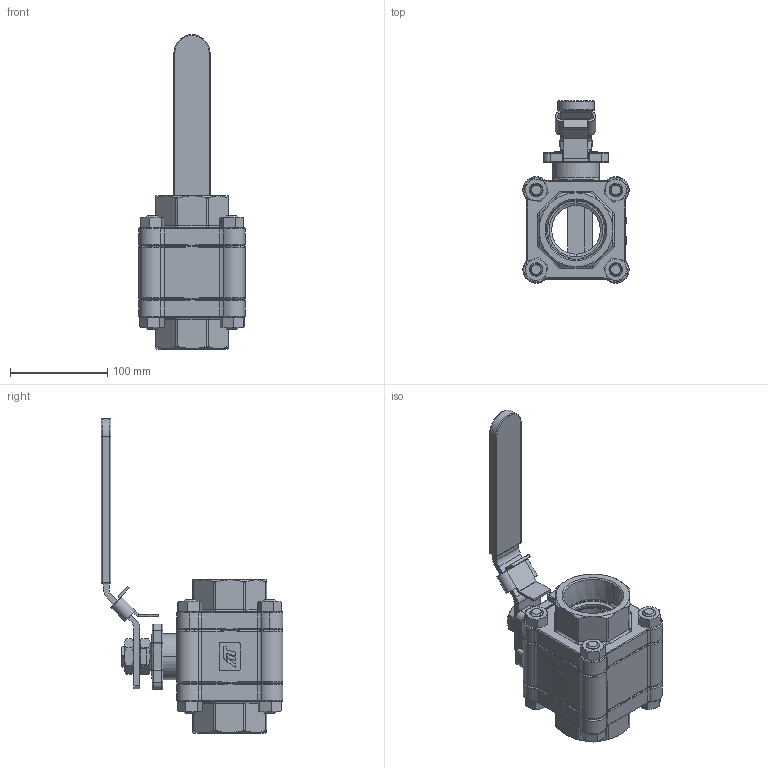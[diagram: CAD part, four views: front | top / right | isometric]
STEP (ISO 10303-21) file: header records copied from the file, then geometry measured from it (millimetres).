
FILE_DESCRIPTION (( 'STEP AP214' ), '1' );
FILE_NAME ('FMX-TH-0200-XXX HANDLE.step', '2019-11-19T15:46:20', ( '' ), ( '' ), 'SwSTEP 2.0', 'SolidWorks 2019', '' );
FILE_SCHEMA (( 'AUTOMOTIVE_DESIGN' ));
Length unit declared in the file: inch
Products named in the file (2): FMX-TH-0200-XXX HANDLE
Bounding box: 109.5 x 187.27 x 323.96 mm (x, y, z)
Surface area: 159816.3 mm2 (no closed solid volume)
Topology: 0 solids, 31 shells, 994 faces, 2864 edges, 1819 vertices
Faces by surface type: plane 335, bspline 284, cylinder 240, cone 127, torus 4, sphere 4
Entity records: 65700 total; most frequent: CARTESIAN_POINT 29814, ORIENTED_EDGE 4923, DIRECTION 4009, EDGE_CURVE 2805, VERTEX_POINT 1817, AXIS2_PLACEMENT_3D 1413, VECTOR 1183, LINE 1183
